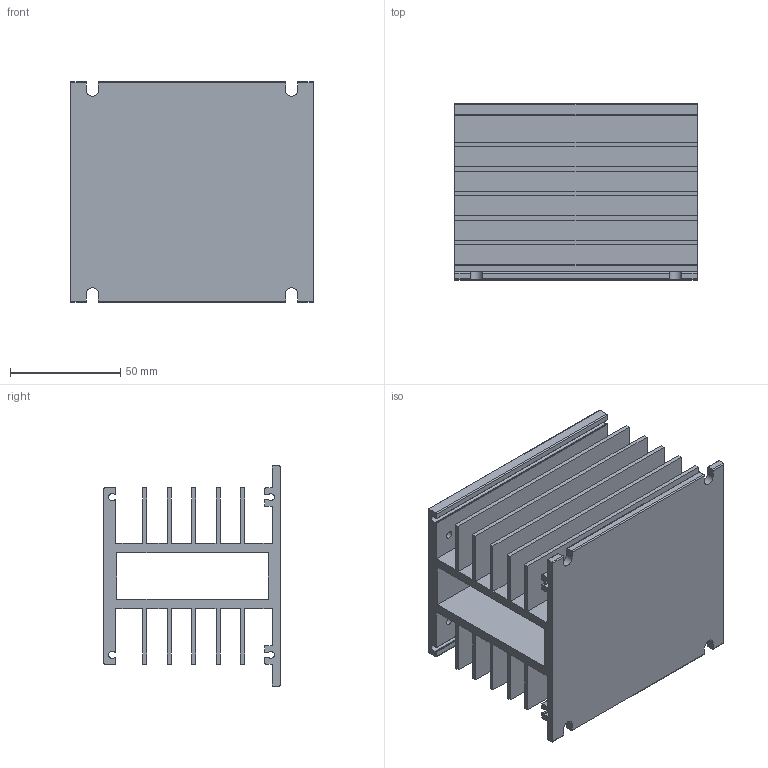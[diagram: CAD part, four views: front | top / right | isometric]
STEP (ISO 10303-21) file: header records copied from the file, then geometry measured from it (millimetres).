
FILE_DESCRIPTION (( 'STEP AP214' ), '1' );
FILE_NAME ('107530.STEP', '2016-12-12T17:45:22', ( '' ), ( '' ), 'SwSTEP 2.0', 'SolidWorks 2015', '' );
FILE_SCHEMA (( 'AUTOMOTIVE_DESIGN' ));
Length unit declared in the file: inch
Products named in the file (1): 107530
Bounding box: 110 x 80 x 100 mm (x, y, z)
Surface area: 134322.3 mm2 (no closed solid volume)
Topology: 0 solids, 1 shells, 140 faces, 414 edges, 276 vertices
Faces by surface type: plane 90, cylinder 50
Full cylindrical faces by diameter (mm): 3.3 x6
Entity records: 6523 total; most frequent: CARTESIAN_POINT 825, ORIENTED_EDGE 816, DIRECTION 790, EDGE_CURVE 408, LINE 308, VECTOR 308, VERTEX_POINT 276, AXIS2_PLACEMENT_3D 241
